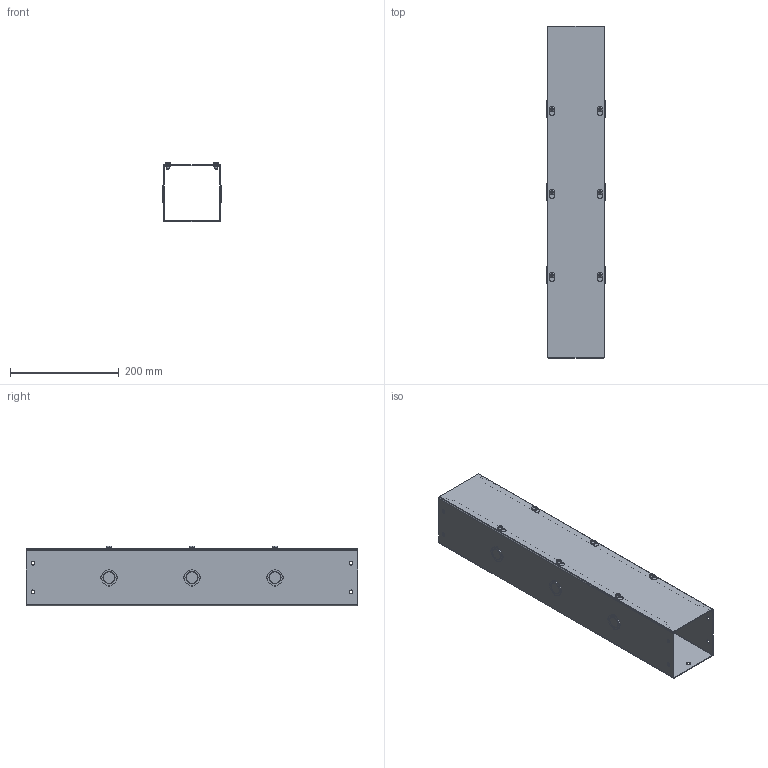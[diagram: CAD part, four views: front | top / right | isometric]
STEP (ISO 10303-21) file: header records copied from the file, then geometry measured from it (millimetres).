
FILE_DESCRIPTION (( 'STEP AP203' ), '1' );
FILE_NAME ('CWSC424.step', '2024-04-25T15:05:43', ( '' ), ( '' ), 'SwSTEP 2.0', 'SolidWorks 2023', '' );
FILE_SCHEMA (( 'CONFIG_CONTROL_DESIGN' ));
Length unit declared in the file: inch
Products named in the file (1): CWSC424
Bounding box: 108.15 x 609.6 x 108.94 mm (x, y, z)
Volume: 386279.3 mm3; surface area: 531660 mm2
Topology: 8 solids, 8 shells, 494 faces, 1362 edges, 896 vertices
Faces by surface type: cylinder 238, plane 220, bspline 24, cone 12
Entity records: 17131 total; most frequent: CARTESIAN_POINT 4109, DIRECTION 2768, ORIENTED_EDGE 2724, EDGE_CURVE 1362, AXIS2_PLACEMENT_3D 995, VERTEX_POINT 896, LINE 778, VECTOR 778
